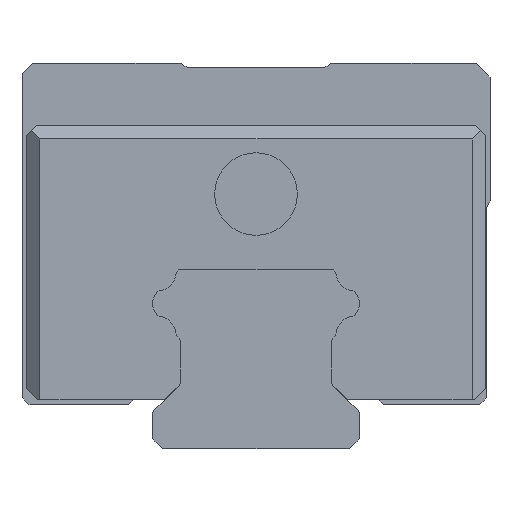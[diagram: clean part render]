
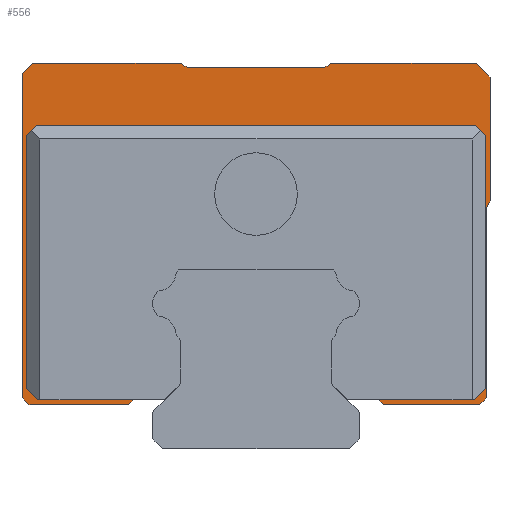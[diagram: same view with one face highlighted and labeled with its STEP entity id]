
A CAD part, front view. The second image highlights one B-rep face of the part: STEP entity #556.
In plain terms, the highlighted planar face has unit normal (0, -1, 0).
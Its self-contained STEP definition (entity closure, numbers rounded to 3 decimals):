
#556=ADVANCED_FACE('',(#823),#689,.F.);
#689=PLANE('',#3690);
#823=FACE_OUTER_BOUND('',#1022,.T.);
#1022=EDGE_LOOP('',(#1683,#1684,#1685,#1686,#1687,#1688,#1689,#1690,#1691,
#1692,#1693,#1694,#1695,#1696,#1697,#1698,#1699,#1700,#1701,#1702,#1703,
#1704,#1705,#1706,#1707,#1708,#1709));
#1683=ORIENTED_EDGE('',*,*,#2750,.F.);
#1684=ORIENTED_EDGE('',*,*,#2598,.T.);
#1685=ORIENTED_EDGE('',*,*,#2628,.T.);
#1686=ORIENTED_EDGE('',*,*,#2604,.T.);
#1687=ORIENTED_EDGE('',*,*,#2608,.T.);
#1688=ORIENTED_EDGE('',*,*,#2611,.T.);
#1689=ORIENTED_EDGE('',*,*,#2615,.T.);
#1690=ORIENTED_EDGE('',*,*,#2619,.T.);
#1691=ORIENTED_EDGE('',*,*,#2622,.T.);
#1692=ORIENTED_EDGE('',*,*,#2626,.T.);
#1693=ORIENTED_EDGE('',*,*,#2751,.T.);
#1694=ORIENTED_EDGE('',*,*,#2752,.T.);
#1695=ORIENTED_EDGE('',*,*,#2753,.F.);
#1696=ORIENTED_EDGE('',*,*,#2754,.F.);
#1697=ORIENTED_EDGE('',*,*,#2755,.F.);
#1698=ORIENTED_EDGE('',*,*,#2756,.F.);
#1699=ORIENTED_EDGE('',*,*,#2757,.F.);
#1700=ORIENTED_EDGE('',*,*,#2758,.F.);
#1701=ORIENTED_EDGE('',*,*,#2759,.F.);
#1702=ORIENTED_EDGE('',*,*,#2760,.F.);
#1703=ORIENTED_EDGE('',*,*,#2761,.F.);
#1704=ORIENTED_EDGE('',*,*,#2762,.F.);
#1705=ORIENTED_EDGE('',*,*,#2763,.F.);
#1706=ORIENTED_EDGE('',*,*,#2764,.F.);
#1707=ORIENTED_EDGE('',*,*,#2765,.F.);
#1708=ORIENTED_EDGE('',*,*,#2578,.T.);
#1709=ORIENTED_EDGE('',*,*,#2766,.F.);
#2194=VERTEX_POINT('',#5006);
#2195=VERTEX_POINT('',#5008);
#2201=VERTEX_POINT('',#5021);
#2210=VERTEX_POINT('',#5040);
#2214=VERTEX_POINT('',#5049);
#2216=VERTEX_POINT('',#5056);
#2219=VERTEX_POINT('',#5061);
#2222=VERTEX_POINT('',#5069);
#2224=VERTEX_POINT('',#5075);
#2227=VERTEX_POINT('',#5083);
#2230=VERTEX_POINT('',#5091);
#2232=VERTEX_POINT('',#5097);
#2323=VERTEX_POINT('',#5454);
#2324=VERTEX_POINT('',#5456);
#2325=VERTEX_POINT('',#5458);
#2326=VERTEX_POINT('',#5460);
#2327=VERTEX_POINT('',#5462);
#2328=VERTEX_POINT('',#5464);
#2329=VERTEX_POINT('',#5466);
#2330=VERTEX_POINT('',#5468);
#2331=VERTEX_POINT('',#5470);
#2332=VERTEX_POINT('',#5472);
#2333=VERTEX_POINT('',#5474);
#2334=VERTEX_POINT('',#5476);
#2335=VERTEX_POINT('',#5478);
#2336=VERTEX_POINT('',#5480);
#2337=VERTEX_POINT('',#5482);
#2578=EDGE_CURVE('',#2195,#2194,#2995,.T.);
#2598=EDGE_CURVE('',#2210,#2214,#3011,.T.);
#2604=EDGE_CURVE('',#2216,#2219,#3016,.T.);
#2608=EDGE_CURVE('',#2219,#2222,#3020,.T.);
#2611=EDGE_CURVE('',#2222,#2224,#3023,.T.);
#2615=EDGE_CURVE('',#2224,#2227,#3027,.T.);
#2619=EDGE_CURVE('',#2227,#2230,#3030,.T.);
#2622=EDGE_CURVE('',#2230,#2232,#3033,.T.);
#2626=EDGE_CURVE('',#2232,#2201,#3037,.T.);
#2628=EDGE_CURVE('',#2214,#2216,#3039,.T.);
#2750=EDGE_CURVE('',#2210,#2323,#3095,.T.);
#2751=EDGE_CURVE('',#2201,#2324,#3096,.T.);
#2752=EDGE_CURVE('',#2324,#2325,#3097,.T.);
#2753=EDGE_CURVE('',#2326,#2325,#3098,.T.);
#2754=EDGE_CURVE('',#2327,#2326,#3099,.T.);
#2755=EDGE_CURVE('',#2328,#2327,#3100,.T.);
#2756=EDGE_CURVE('',#2329,#2328,#3101,.T.);
#2757=EDGE_CURVE('',#2330,#2329,#3102,.T.);
#2758=EDGE_CURVE('',#2331,#2330,#3103,.T.);
#2759=EDGE_CURVE('',#2332,#2331,#3104,.T.);
#2760=EDGE_CURVE('',#2333,#2332,#3105,.T.);
#2761=EDGE_CURVE('',#2334,#2333,#3106,.T.);
#2762=EDGE_CURVE('',#2335,#2334,#3107,.T.);
#2763=EDGE_CURVE('',#2336,#2335,#3108,.T.);
#2764=EDGE_CURVE('',#2337,#2336,#3109,.T.);
#2765=EDGE_CURVE('',#2195,#2337,#3110,.T.);
#2766=EDGE_CURVE('',#2323,#2194,#3111,.T.);
#2995=LINE('',#5007,#3280);
#3011=LINE('',#5050,#3296);
#3016=LINE('',#5062,#3301);
#3020=LINE('',#5070,#3305);
#3023=LINE('',#5076,#3308);
#3027=LINE('',#5084,#3312);
#3030=LINE('',#5092,#3315);
#3033=LINE('',#5098,#3318);
#3037=LINE('',#5105,#3322);
#3039=LINE('',#5108,#3324);
#3095=LINE('',#5453,#3380);
#3096=LINE('',#5455,#3381);
#3097=LINE('',#5457,#3382);
#3098=LINE('',#5459,#3383);
#3099=LINE('',#5461,#3384);
#3100=LINE('',#5463,#3385);
#3101=LINE('',#5465,#3386);
#3102=LINE('',#5467,#3387);
#3103=LINE('',#5469,#3388);
#3104=LINE('',#5471,#3389);
#3105=LINE('',#5473,#3390);
#3106=LINE('',#5475,#3391);
#3107=LINE('',#5477,#3392);
#3108=LINE('',#5479,#3393);
#3109=LINE('',#5481,#3394);
#3110=LINE('',#5483,#3395);
#3111=LINE('',#5484,#3396);
#3280=VECTOR('',#4082,1.);
#3296=VECTOR('',#4112,1.);
#3301=VECTOR('',#4121,1.);
#3305=VECTOR('',#4127,1.);
#3308=VECTOR('',#4132,1.);
#3312=VECTOR('',#4138,1.);
#3315=VECTOR('',#4145,1.);
#3318=VECTOR('',#4150,1.);
#3322=VECTOR('',#4156,1.);
#3324=VECTOR('',#4160,1.);
#3380=VECTOR('',#4362,1.);
#3381=VECTOR('',#4363,1.);
#3382=VECTOR('',#4364,1.);
#3383=VECTOR('',#4365,1.);
#3384=VECTOR('',#4366,1.);
#3385=VECTOR('',#4367,1.);
#3386=VECTOR('',#4368,1.);
#3387=VECTOR('',#4369,1.);
#3388=VECTOR('',#4370,1.);
#3389=VECTOR('',#4371,1.);
#3390=VECTOR('',#4372,1.);
#3391=VECTOR('',#4373,1.);
#3392=VECTOR('',#4374,1.);
#3393=VECTOR('',#4375,1.);
#3394=VECTOR('',#4376,1.);
#3395=VECTOR('',#4377,1.);
#3396=VECTOR('',#4378,1.);
#3690=AXIS2_PLACEMENT_3D('',#5485,#4379,#4380);
#4082=DIRECTION('',(1.,0.,0.));
#4112=DIRECTION('',(-1.,0.,0.));
#4121=DIRECTION('',(0.,0.,1.));
#4127=DIRECTION('',(0.707,0.,0.707));
#4132=DIRECTION('',(1.,0.,0.));
#4138=DIRECTION('',(0.707,0.,-0.707));
#4145=DIRECTION('',(0.,0.,-1.));
#4150=DIRECTION('',(-0.707,0.,-0.707));
#4156=DIRECTION('',(-1.,0.,0.));
#4160=DIRECTION('',(-0.707,0.,0.707));
#4362=DIRECTION('',(-0.707,0.,-0.707));
#4363=DIRECTION('',(0.707,0.,-0.707));
#4364=DIRECTION('',(1.,0.,0.));
#4365=DIRECTION('',(-0.707,0.,-0.707));
#4366=DIRECTION('',(0.,0.,-1.));
#4367=DIRECTION('',(-0.474,0.,-0.88));
#4368=DIRECTION('',(0.,0.,-1.));
#4369=DIRECTION('',(0.707,0.,-0.707));
#4370=DIRECTION('',(1.,0.,0.));
#4371=DIRECTION('',(0.861,0.,0.509));
#4372=DIRECTION('',(1.,0.,0.));
#4373=DIRECTION('',(0.861,0.,-0.509));
#4374=DIRECTION('',(1.,0.,0.));
#4375=DIRECTION('',(0.707,0.,0.707));
#4376=DIRECTION('',(0.,0.,1.));
#4377=DIRECTION('',(-0.707,0.,0.707));
#4378=DIRECTION('',(-1.,0.,0.));
#4379=DIRECTION('',(0.,1.,0.));
#4380=DIRECTION('',(0.,0.,1.));
#5006=CARTESIAN_POINT('',(-16.25,24.,-20.8));
#5007=CARTESIAN_POINT('',(-16.25,24.,-20.8));
#5008=CARTESIAN_POINT('',(-16.5,24.,-20.8));
#5021=CARTESIAN_POINT('',(8.914,24.,-20.443));
#5040=CARTESIAN_POINT('',(-8.914,24.,-20.443));
#5049=CARTESIAN_POINT('',(-15.9,24.,-20.443));
#5050=CARTESIAN_POINT('',(15.9,24.,-20.443));
#5056=CARTESIAN_POINT('',(-16.7,24.,-19.643));
#5061=CARTESIAN_POINT('',(-16.7,24.,-1.25));
#5062=CARTESIAN_POINT('',(-16.7,24.,-19.643));
#5069=CARTESIAN_POINT('',(-15.95,24.,-0.5));
#5070=CARTESIAN_POINT('',(-16.7,24.,-1.25));
#5075=CARTESIAN_POINT('',(15.95,24.,-0.5));
#5076=CARTESIAN_POINT('',(-15.95,24.,-0.5));
#5083=CARTESIAN_POINT('',(16.7,24.,-1.25));
#5084=CARTESIAN_POINT('',(15.95,24.,-0.5));
#5091=CARTESIAN_POINT('',(16.7,24.,-19.643));
#5092=CARTESIAN_POINT('',(16.7,24.,-1.25));
#5097=CARTESIAN_POINT('',(15.9,24.,-20.443));
#5098=CARTESIAN_POINT('',(16.7,24.,-19.643));
#5105=CARTESIAN_POINT('',(15.9,24.,-20.443));
#5108=CARTESIAN_POINT('',(-15.9,24.,-20.443));
#5453=CARTESIAN_POINT('',(-9.424,24.,-20.954));
#5454=CARTESIAN_POINT('',(-9.271,24.,-20.8));
#5455=CARTESIAN_POINT('',(9.424,24.,-20.954));
#5456=CARTESIAN_POINT('',(9.271,24.,-20.8));
#5457=CARTESIAN_POINT('',(9.471,24.,-20.8));
#5458=CARTESIAN_POINT('',(16.25,24.,-20.8));
#5459=CARTESIAN_POINT('',(16.75,24.,-20.3));
#5460=CARTESIAN_POINT('',(16.75,24.,-20.3));
#5461=CARTESIAN_POINT('',(16.75,24.,-6.464));
#5462=CARTESIAN_POINT('',(16.75,24.,-6.464));
#5463=CARTESIAN_POINT('',(17.,24.,-6.));
#5464=CARTESIAN_POINT('',(17.,24.,-6.));
#5465=CARTESIAN_POINT('',(17.,24.,-1.));
#5466=CARTESIAN_POINT('',(17.,24.,3.));
#5467=CARTESIAN_POINT('',(16.,24.,4.));
#5468=CARTESIAN_POINT('',(16.,24.,4.));
#5469=CARTESIAN_POINT('',(5.5,24.,4.));
#5470=CARTESIAN_POINT('',(5.5,24.,4.));
#5471=CARTESIAN_POINT('',(4.993,24.,3.7));
#5472=CARTESIAN_POINT('',(4.993,24.,3.7));
#5473=CARTESIAN_POINT('',(-4.993,24.,3.7));
#5474=CARTESIAN_POINT('',(-4.993,24.,3.7));
#5475=CARTESIAN_POINT('',(-5.5,24.,4.));
#5476=CARTESIAN_POINT('',(-5.5,24.,4.));
#5477=CARTESIAN_POINT('',(-16.,24.,4.));
#5478=CARTESIAN_POINT('',(-16.25,24.,4.));
#5479=CARTESIAN_POINT('',(-17.25,24.,3.));
#5480=CARTESIAN_POINT('',(-17.,24.,3.25));
#5481=CARTESIAN_POINT('',(-17.,24.,-20.3));
#5482=CARTESIAN_POINT('',(-17.,24.,-20.3));
#5483=CARTESIAN_POINT('',(-16.346,24.,-20.954));
#5484=CARTESIAN_POINT('',(17.,24.,-20.8));
#5485=CARTESIAN_POINT('',(17.,24.,0.));
